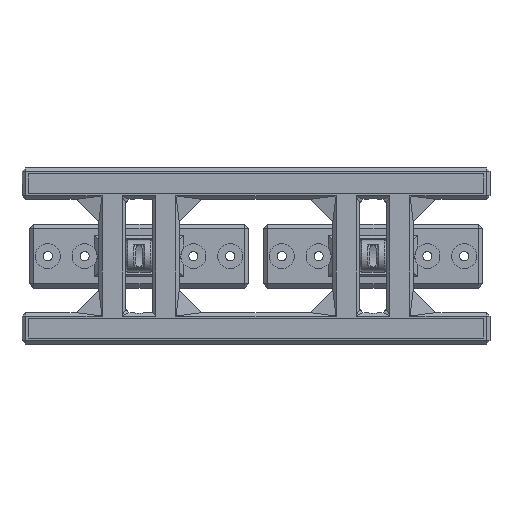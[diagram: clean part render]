
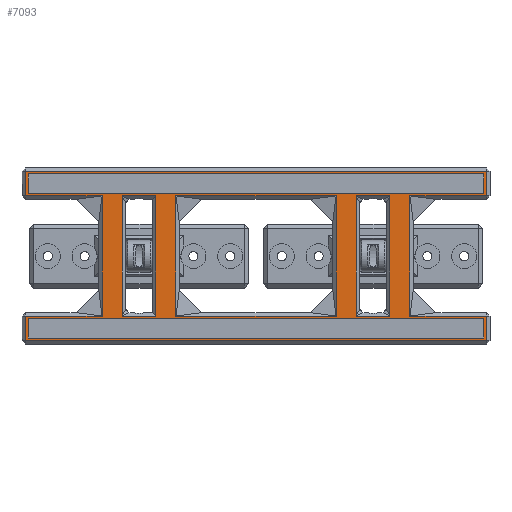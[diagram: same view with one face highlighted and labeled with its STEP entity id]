
A CAD part, top view. The second image highlights one B-rep face of the part: STEP entity #7093.
In plain terms, the highlighted planar face has unit normal (0, 0, 1).
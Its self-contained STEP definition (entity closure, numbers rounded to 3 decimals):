
#74=FACE_BOUND('',#976,.T.);
#75=FACE_BOUND('',#977,.T.);
#76=FACE_BOUND('',#978,.T.);
#77=FACE_BOUND('',#979,.T.);
#78=FACE_BOUND('',#980,.T.);
#531=FACE_OUTER_BOUND('',#975,.T.);
#975=EDGE_LOOP('',(#5097,#5098,#5099,#5100,#5101,#5102,#5103,#5104,#5105,
#5106,#5107,#5108));
#976=EDGE_LOOP('',(#5109,#5110,#5111,#5112));
#977=EDGE_LOOP('',(#5113,#5114,#5115,#5116));
#978=EDGE_LOOP('',(#5117,#5118,#5119,#5120));
#979=EDGE_LOOP('',(#5121,#5122,#5123,#5124));
#980=EDGE_LOOP('',(#5125,#5126,#5127,#5128));
#1424=LINE('',#10335,#2232);
#1461=LINE('',#10445,#2269);
#1487=LINE('',#10514,#2295);
#1502=LINE('',#10545,#2310);
#1517=LINE('',#10578,#2325);
#1534=LINE('',#10613,#2342);
#1546=LINE('',#10634,#2354);
#1554=LINE('',#10646,#2362);
#1563=LINE('',#10667,#2371);
#1608=LINE('',#10758,#2416);
#1614=LINE('',#10769,#2422);
#1615=LINE('',#10771,#2423);
#1622=LINE('',#10787,#2430);
#1628=LINE('',#10801,#2436);
#1631=LINE('',#10805,#2439);
#1636=LINE('',#10820,#2444);
#1637=LINE('',#10822,#2445);
#1638=LINE('',#10824,#2446);
#1639=LINE('',#10826,#2447);
#1640=LINE('',#10828,#2448);
#1641=LINE('',#10830,#2449);
#1642=LINE('',#10831,#2450);
#1643=LINE('',#10833,#2451);
#1644=LINE('',#10835,#2452);
#1645=LINE('',#10836,#2453);
#1646=LINE('',#10839,#2454);
#1647=LINE('',#10841,#2455);
#1648=LINE('',#10843,#2456);
#1649=LINE('',#10844,#2457);
#1650=LINE('',#10846,#2458);
#1651=LINE('',#10848,#2459);
#1652=LINE('',#10849,#2460);
#2232=VECTOR('',#8239,10.);
#2269=VECTOR('',#8346,10.);
#2295=VECTOR('',#8410,10.);
#2310=VECTOR('',#8439,10.);
#2325=VECTOR('',#8466,10.);
#2342=VECTOR('',#8495,10.);
#2354=VECTOR('',#8519,10.);
#2362=VECTOR('',#8535,10.);
#2371=VECTOR('',#8562,10.);
#2416=VECTOR('',#8641,10.);
#2422=VECTOR('',#8649,10.);
#2423=VECTOR('',#8652,10.);
#2430=VECTOR('',#8671,10.);
#2436=VECTOR('',#8683,10.);
#2439=VECTOR('',#8688,10.);
#2444=VECTOR('',#8703,10.);
#2445=VECTOR('',#8704,10.);
#2446=VECTOR('',#8705,10.);
#2447=VECTOR('',#8706,10.);
#2448=VECTOR('',#8707,10.);
#2449=VECTOR('',#8708,10.);
#2450=VECTOR('',#8709,10.);
#2451=VECTOR('',#8710,10.);
#2452=VECTOR('',#8711,10.);
#2453=VECTOR('',#8712,10.);
#2454=VECTOR('',#8713,10.);
#2455=VECTOR('',#8714,10.);
#2456=VECTOR('',#8715,10.);
#2457=VECTOR('',#8716,10.);
#2458=VECTOR('',#8717,10.);
#2459=VECTOR('',#8718,10.);
#2460=VECTOR('',#8719,10.);
#3019=VERTEX_POINT('',#10320);
#3022=VERTEX_POINT('',#10327);
#3059=VERTEX_POINT('',#10436);
#3062=VERTEX_POINT('',#10444);
#3080=VERTEX_POINT('',#10492);
#3086=VERTEX_POINT('',#10509);
#3089=VERTEX_POINT('',#10526);
#3093=VERTEX_POINT('',#10537);
#3101=VERTEX_POINT('',#10560);
#3105=VERTEX_POINT('',#10571);
#3113=VERTEX_POINT('',#10594);
#3119=VERTEX_POINT('',#10608);
#3124=VERTEX_POINT('',#10664);
#3125=VERTEX_POINT('',#10666);
#3154=VERTEX_POINT('',#10756);
#3156=VERTEX_POINT('',#10761);
#3161=VERTEX_POINT('',#10783);
#3164=VERTEX_POINT('',#10793);
#3171=VERTEX_POINT('',#10819);
#3172=VERTEX_POINT('',#10821);
#3173=VERTEX_POINT('',#10823);
#3174=VERTEX_POINT('',#10825);
#3175=VERTEX_POINT('',#10827);
#3176=VERTEX_POINT('',#10829);
#3177=VERTEX_POINT('',#10832);
#3178=VERTEX_POINT('',#10834);
#3179=VERTEX_POINT('',#10837);
#3180=VERTEX_POINT('',#10838);
#3181=VERTEX_POINT('',#10840);
#3182=VERTEX_POINT('',#10842);
#3183=VERTEX_POINT('',#10845);
#3184=VERTEX_POINT('',#10847);
#3629=EDGE_CURVE('',#3019,#3022,#1424,.T.);
#3684=EDGE_CURVE('',#3062,#3059,#1461,.T.);
#3719=EDGE_CURVE('',#3080,#3086,#1487,.T.);
#3734=EDGE_CURVE('',#3093,#3089,#1502,.T.);
#3749=EDGE_CURVE('',#3105,#3101,#1517,.T.);
#3766=EDGE_CURVE('',#3119,#3113,#1534,.T.);
#3778=EDGE_CURVE('',#3113,#3105,#1546,.T.);
#3786=EDGE_CURVE('',#3101,#3093,#1554,.T.);
#3795=EDGE_CURVE('',#3125,#3124,#1563,.T.);
#3840=EDGE_CURVE('',#3124,#3154,#1608,.T.);
#3846=EDGE_CURVE('',#3156,#3125,#1614,.T.);
#3847=EDGE_CURVE('',#3156,#3154,#1615,.T.);
#3854=EDGE_CURVE('',#3161,#3019,#1622,.T.);
#3861=EDGE_CURVE('',#3161,#3164,#1628,.T.);
#3864=EDGE_CURVE('',#3164,#3022,#1631,.T.);
#3871=EDGE_CURVE('',#3089,#3171,#1636,.T.);
#3872=EDGE_CURVE('',#3172,#3171,#1637,.T.);
#3873=EDGE_CURVE('',#3173,#3172,#1638,.T.);
#3874=EDGE_CURVE('',#3174,#3173,#1639,.T.);
#3875=EDGE_CURVE('',#3175,#3174,#1640,.T.);
#3876=EDGE_CURVE('',#3176,#3175,#1641,.T.);
#3877=EDGE_CURVE('',#3119,#3176,#1642,.T.);
#3878=EDGE_CURVE('',#3080,#3177,#1643,.T.);
#3879=EDGE_CURVE('',#3086,#3178,#1644,.T.);
#3880=EDGE_CURVE('',#3177,#3178,#1645,.T.);
#3881=EDGE_CURVE('',#3179,#3180,#1646,.T.);
#3882=EDGE_CURVE('',#3181,#3179,#1647,.T.);
#3883=EDGE_CURVE('',#3181,#3182,#1648,.T.);
#3884=EDGE_CURVE('',#3180,#3182,#1649,.T.);
#3885=EDGE_CURVE('',#3183,#3062,#1650,.T.);
#3886=EDGE_CURVE('',#3184,#3059,#1651,.T.);
#3887=EDGE_CURVE('',#3183,#3184,#1652,.T.);
#5097=ORIENTED_EDGE('',*,*,#3871,.T.);
#5098=ORIENTED_EDGE('',*,*,#3872,.F.);
#5099=ORIENTED_EDGE('',*,*,#3873,.F.);
#5100=ORIENTED_EDGE('',*,*,#3874,.F.);
#5101=ORIENTED_EDGE('',*,*,#3875,.F.);
#5102=ORIENTED_EDGE('',*,*,#3876,.F.);
#5103=ORIENTED_EDGE('',*,*,#3877,.F.);
#5104=ORIENTED_EDGE('',*,*,#3766,.T.);
#5105=ORIENTED_EDGE('',*,*,#3778,.T.);
#5106=ORIENTED_EDGE('',*,*,#3749,.T.);
#5107=ORIENTED_EDGE('',*,*,#3786,.T.);
#5108=ORIENTED_EDGE('',*,*,#3734,.T.);
#5109=ORIENTED_EDGE('',*,*,#3864,.F.);
#5110=ORIENTED_EDGE('',*,*,#3861,.F.);
#5111=ORIENTED_EDGE('',*,*,#3854,.T.);
#5112=ORIENTED_EDGE('',*,*,#3629,.T.);
#5113=ORIENTED_EDGE('',*,*,#3878,.F.);
#5114=ORIENTED_EDGE('',*,*,#3719,.T.);
#5115=ORIENTED_EDGE('',*,*,#3879,.T.);
#5116=ORIENTED_EDGE('',*,*,#3880,.F.);
#5117=ORIENTED_EDGE('',*,*,#3795,.T.);
#5118=ORIENTED_EDGE('',*,*,#3840,.T.);
#5119=ORIENTED_EDGE('',*,*,#3847,.F.);
#5120=ORIENTED_EDGE('',*,*,#3846,.T.);
#5121=ORIENTED_EDGE('',*,*,#3881,.F.);
#5122=ORIENTED_EDGE('',*,*,#3882,.F.);
#5123=ORIENTED_EDGE('',*,*,#3883,.T.);
#5124=ORIENTED_EDGE('',*,*,#3884,.F.);
#5125=ORIENTED_EDGE('',*,*,#3885,.T.);
#5126=ORIENTED_EDGE('',*,*,#3684,.T.);
#5127=ORIENTED_EDGE('',*,*,#3886,.F.);
#5128=ORIENTED_EDGE('',*,*,#3887,.F.);
#6717=PLANE('',#7637);
#7093=ADVANCED_FACE('',(#531,#74,#75,#76,#77,#78),#6717,.T.);
#7637=AXIS2_PLACEMENT_3D('',#10818,#8701,#8702);
#8239=DIRECTION('',(-1.,0.,0.));
#8346=DIRECTION('',(-1.,0.,0.));
#8410=DIRECTION('',(-1.,0.,0.));
#8439=DIRECTION('',(-1.,0.,0.));
#8466=DIRECTION('',(1.,0.,0.));
#8495=DIRECTION('',(-1.,0.,0.));
#8519=DIRECTION('',(0.,-1.,0.));
#8535=DIRECTION('',(0.,1.,0.));
#8562=DIRECTION('',(1.,0.,0.));
#8641=DIRECTION('',(0.,-1.,0.));
#8649=DIRECTION('',(0.,1.,0.));
#8652=DIRECTION('',(1.,0.,0.));
#8671=DIRECTION('',(0.,-1.,0.));
#8683=DIRECTION('',(-1.,0.,0.));
#8688=DIRECTION('',(0.,-1.,0.));
#8701=DIRECTION('center_axis',(0.,0.,1.));
#8702=DIRECTION('ref_axis',(0.,-1.,0.));
#8703=DIRECTION('',(0.,1.,0.));
#8704=DIRECTION('',(-1.,0.,0.));
#8705=DIRECTION('',(0.,-1.,0.));
#8706=DIRECTION('',(1.,0.,0.));
#8707=DIRECTION('',(0.,1.,0.));
#8708=DIRECTION('',(-1.,0.,0.));
#8709=DIRECTION('',(0.,1.,0.));
#8710=DIRECTION('',(0.,1.,0.));
#8711=DIRECTION('',(0.,1.,0.));
#8712=DIRECTION('',(-1.,0.,0.));
#8713=DIRECTION('',(1.,0.,0.));
#8714=DIRECTION('',(0.,-1.,0.));
#8715=DIRECTION('',(1.,0.,0.));
#8716=DIRECTION('',(0.,1.,0.));
#8717=DIRECTION('',(0.,-1.,0.));
#8718=DIRECTION('',(0.,-1.,0.));
#8719=DIRECTION('',(-1.,0.,0.));
#10320=CARTESIAN_POINT('',(159.496,-58.414,1.98));
#10327=CARTESIAN_POINT('',(144.668,-58.414,1.98));
#10335=CARTESIAN_POINT('',(0.,-58.414,1.98));
#10436=CARTESIAN_POINT('',(41.504,-58.414,1.98));
#10444=CARTESIAN_POINT('',(56.332,-58.414,1.98));
#10445=CARTESIAN_POINT('',(0.,-58.414,1.98));
#10492=CARTESIAN_POINT('',(135.84,-58.414,1.98));
#10509=CARTESIAN_POINT('',(65.16,-58.414,1.98));
#10514=CARTESIAN_POINT('',(0.,-58.414,1.98));
#10526=CARTESIAN_POINT('',(168.324,-58.414,1.98));
#10537=CARTESIAN_POINT('',(202.164,-58.414,1.98));
#10545=CARTESIAN_POINT('',(0.,-58.414,1.98));
#10560=CARTESIAN_POINT('',(202.164,-69.242,1.98));
#10571=CARTESIAN_POINT('',(-1.164,-69.242,1.98));
#10578=CARTESIAN_POINT('',(0.,-69.242,1.98));
#10594=CARTESIAN_POINT('',(-1.164,-58.414,1.98));
#10608=CARTESIAN_POINT('',(32.676,-58.414,1.98));
#10613=CARTESIAN_POINT('',(0.,-58.414,1.98));
#10634=CARTESIAN_POINT('',(-1.164,-67.285,1.98));
#10646=CARTESIAN_POINT('',(202.164,-67.285,1.98));
#10664=CARTESIAN_POINT('',(201.,-59.578,1.98));
#10666=CARTESIAN_POINT('',(0.,-59.578,1.98));
#10667=CARTESIAN_POINT('',(0.,-59.578,1.98));
#10756=CARTESIAN_POINT('',(201.,-68.078,1.98));
#10758=CARTESIAN_POINT('',(201.,-56.914,1.98));
#10761=CARTESIAN_POINT('',(0.,-68.078,1.98));
#10769=CARTESIAN_POINT('',(0.,-70.742,1.98));
#10771=CARTESIAN_POINT('',(0.,-68.078,1.98));
#10783=CARTESIAN_POINT('',(159.496,-5.414,1.98));
#10787=CARTESIAN_POINT('',(159.496,-63.828,1.98));
#10793=CARTESIAN_POINT('',(144.668,-5.414,1.98));
#10801=CARTESIAN_POINT('',(0.,-5.414,1.98));
#10805=CARTESIAN_POINT('',(144.668,0.,1.98));
#10818=CARTESIAN_POINT('Origin',(0.,6.914,1.98));
#10819=CARTESIAN_POINT('',(168.324,-5.414,1.98));
#10820=CARTESIAN_POINT('',(168.324,-63.828,1.98));
#10821=CARTESIAN_POINT('',(202.164,-5.414,1.98));
#10822=CARTESIAN_POINT('',(0.,-5.414,1.98));
#10823=CARTESIAN_POINT('',(202.164,5.414,1.98));
#10824=CARTESIAN_POINT('',(202.164,3.457,1.98));
#10825=CARTESIAN_POINT('',(-1.164,5.414,1.98));
#10826=CARTESIAN_POINT('',(0.,5.414,1.98));
#10827=CARTESIAN_POINT('',(-1.164,-5.414,1.98));
#10828=CARTESIAN_POINT('',(-1.164,3.457,1.98));
#10829=CARTESIAN_POINT('',(32.676,-5.414,1.98));
#10830=CARTESIAN_POINT('',(0.,-5.414,1.98));
#10831=CARTESIAN_POINT('',(32.676,0.,1.98));
#10832=CARTESIAN_POINT('',(135.84,-5.414,1.98));
#10833=CARTESIAN_POINT('',(135.84,0.,1.98));
#10834=CARTESIAN_POINT('',(65.16,-5.414,1.98));
#10835=CARTESIAN_POINT('',(65.16,-63.828,1.98));
#10836=CARTESIAN_POINT('',(0.,-5.414,1.98));
#10837=CARTESIAN_POINT('',(0.,-4.25,1.98));
#10838=CARTESIAN_POINT('',(201.,-4.25,1.98));
#10839=CARTESIAN_POINT('',(0.,-4.25,1.98));
#10840=CARTESIAN_POINT('',(0.,4.25,1.98));
#10841=CARTESIAN_POINT('',(0.,6.914,1.98));
#10842=CARTESIAN_POINT('',(201.,4.25,1.98));
#10843=CARTESIAN_POINT('',(0.,4.25,1.98));
#10844=CARTESIAN_POINT('',(201.,-6.914,1.98));
#10845=CARTESIAN_POINT('',(56.332,-5.414,1.98));
#10846=CARTESIAN_POINT('',(56.332,-63.828,1.98));
#10847=CARTESIAN_POINT('',(41.504,-5.414,1.98));
#10848=CARTESIAN_POINT('',(41.504,0.,1.98));
#10849=CARTESIAN_POINT('',(0.,-5.414,1.98));
